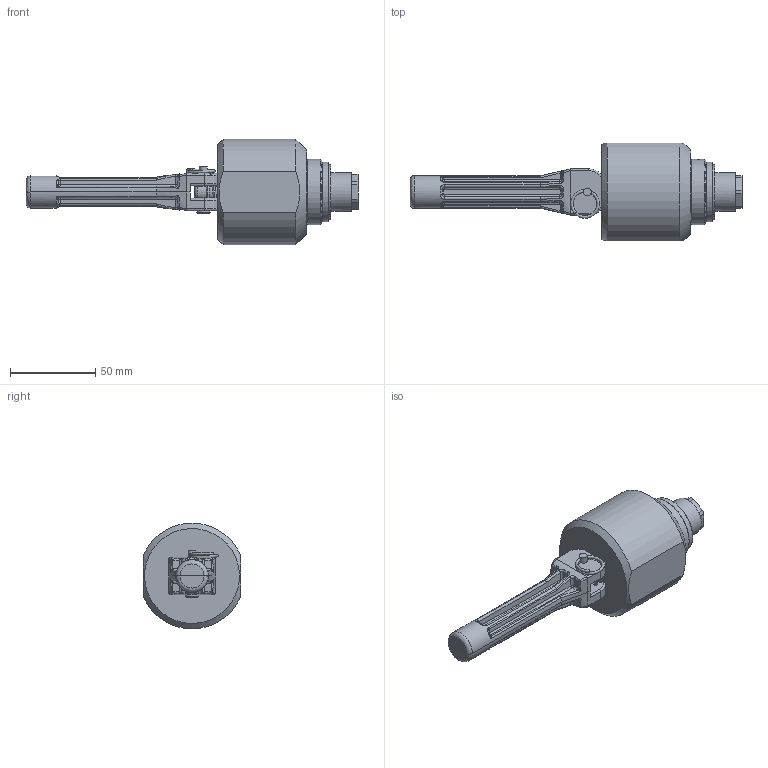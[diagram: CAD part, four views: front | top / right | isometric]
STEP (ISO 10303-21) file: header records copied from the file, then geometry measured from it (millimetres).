
FILE_DESCRIPTION(/* description */ (''),/* implementation_level */ '2;1');
FILE_NAME(/* name */ 'GZNV122081.stp',/* time_stamp */ '2018-12-04T09:25:00-06:00',/* author */ ('scottg'),/* organization */ ('FasTest,Inc.'),/* preprocessor_version */ 'ST-DEVELOPER v16.1',/* originating_system */ 'Autodesk Inventor 2016',/* authorisation */ '');
FILE_SCHEMA (('AUTOMOTIVE_DESIGN { 1 0 10303 214 3 1 1 }'));
Length unit declared in the file: inch
Products named in the file (1): GZNV122081
Bounding box: 194.37 x 57.15 x 61.91 mm (x, y, z)
Volume: 190058.1 mm3; surface area: 32761.3 mm2
Topology: 1 solids, 1 shells, 267 faces, 668 edges, 405 vertices
Faces by surface type: bspline 104, cylinder 63, plane 59, cone 27, torus 10, sphere 4
Full cylindrical faces by diameter (mm): 4.635 x3, 7.874 x1, 11.125 x1, 14.935 x1, 17.475 x1, 22.606 x1, 31.623 x1, 35.052 x1, 38.1 x1
Entity records: 13081 total; most frequent: CARTESIAN_POINT 7129, ORIENTED_EDGE 1264, DIRECTION 956, EDGE_CURVE 632, VERTEX_POINT 397, AXIS2_PLACEMENT_3D 393, EDGE_LOOP 313, FACE_OUTER_BOUND 267
